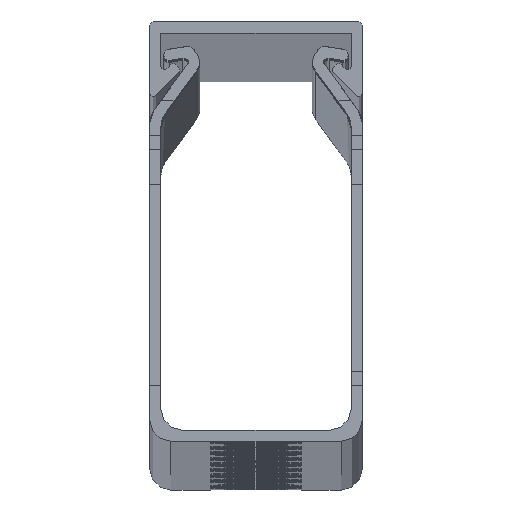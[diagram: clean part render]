
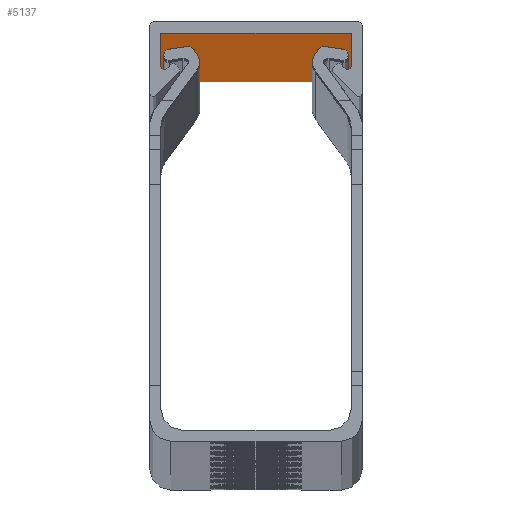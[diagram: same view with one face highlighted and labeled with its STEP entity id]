
A CAD part, top view. The second image highlights one B-rep face of the part: STEP entity #5137.
In plain terms, the highlighted planar face has unit normal (0, -1, 0).
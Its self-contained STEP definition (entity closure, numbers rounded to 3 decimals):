
#79 = VECTOR ( 'NONE', #27800, 1000. ) ;
#1385 = VERTEX_POINT ( 'NONE', #12604 ) ;
#1457 = EDGE_LOOP ( 'NONE', ( #30455, #10735, #23415, #27787 ) ) ;
#3412 = FACE_OUTER_BOUND ( 'NONE', #1457, .T. ) ;
#4545 = CARTESIAN_POINT ( 'NONE',  ( -6.8, 29.2, 1000. ) ) ;
#4973 = CARTESIAN_POINT ( 'NONE',  ( 6.8, 29.2, 1016.234 ) ) ;
#5137 = ADVANCED_FACE ( 'NONE', ( #3412 ), #13916, .F. ) ;
#5260 = EDGE_CURVE ( 'NONE', #15420, #31340, #12677, .T. ) ;
#5478 = CARTESIAN_POINT ( 'NONE',  ( -6.8, 29.2, 1000. ) ) ;
#7665 = CARTESIAN_POINT ( 'NONE',  ( 6.8, 29.2, -1000. ) ) ;
#8545 = VECTOR ( 'NONE', #12183, 1000. ) ;
#8989 = EDGE_CURVE ( 'NONE', #31340, #1385, #31496, .T. ) ;
#9614 = AXIS2_PLACEMENT_3D ( 'NONE', #13587, #18249, #26063 ) ;
#10735 = ORIENTED_EDGE ( 'NONE', *, *, #5260, .T. ) ;
#12183 = DIRECTION ( 'NONE',  ( -1., 0., 0. ) ) ;
#12442 = VECTOR ( 'NONE', #23684, 1000. ) ;
#12604 = CARTESIAN_POINT ( 'NONE',  ( -6.8, 29.2, -1000. ) ) ;
#12677 = LINE ( 'NONE', #4545, #8545 ) ;
#13587 = CARTESIAN_POINT ( 'NONE',  ( -6.8, 29.2, 1016.234 ) ) ;
#13887 = EDGE_CURVE ( 'NONE', #15420, #29202, #17467, .T. ) ;
#13916 = PLANE ( 'NONE',  #9614 ) ;
#15191 = CARTESIAN_POINT ( 'NONE',  ( -6.8, 29.2, -1000. ) ) ;
#15420 = VERTEX_POINT ( 'NONE', #20279 ) ;
#16523 = VECTOR ( 'NONE', #32346, 1000. ) ;
#17467 = LINE ( 'NONE', #4973, #79 ) ;
#18249 = DIRECTION ( 'NONE',  ( 0., 1., 0. ) ) ;
#20279 = CARTESIAN_POINT ( 'NONE',  ( 6.8, 29.2, 1000. ) ) ;
#23415 = ORIENTED_EDGE ( 'NONE', *, *, #8989, .T. ) ;
#23684 = DIRECTION ( 'NONE',  ( 0., 0., -1. ) ) ;
#26063 = DIRECTION ( 'NONE',  ( 0., 0., 1. ) ) ;
#26341 = CARTESIAN_POINT ( 'NONE',  ( -6.8, 29.2, 1016.234 ) ) ;
#27534 = LINE ( 'NONE', #15191, #16523 ) ;
#27787 = ORIENTED_EDGE ( 'NONE', *, *, #30739, .T. ) ;
#27800 = DIRECTION ( 'NONE',  ( 0., 0., -1. ) ) ;
#29202 = VERTEX_POINT ( 'NONE', #7665 ) ;
#30455 = ORIENTED_EDGE ( 'NONE', *, *, #13887, .F. ) ;
#30739 = EDGE_CURVE ( 'NONE', #1385, #29202, #27534, .T. ) ;
#31340 = VERTEX_POINT ( 'NONE', #5478 ) ;
#31496 = LINE ( 'NONE', #26341, #12442 ) ;
#32346 = DIRECTION ( 'NONE',  ( 1., 0., 0. ) ) ;
